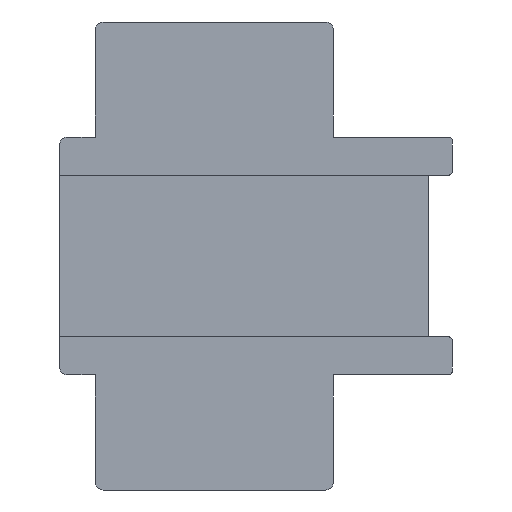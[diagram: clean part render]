
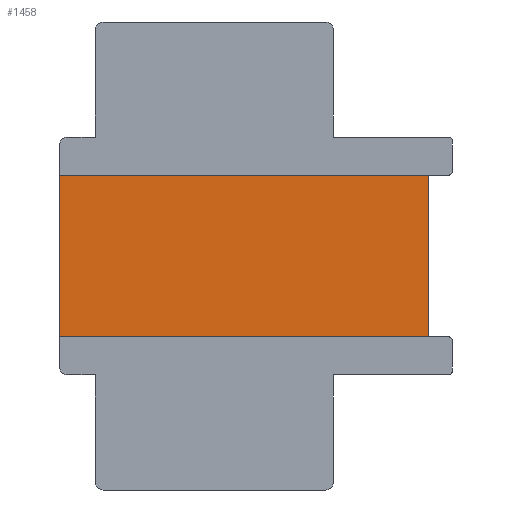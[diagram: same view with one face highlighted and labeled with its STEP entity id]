
A CAD part, left-side view. The second image highlights one B-rep face of the part: STEP entity #1458.
In plain terms, the highlighted planar face has unit normal (-1, 0, 0).
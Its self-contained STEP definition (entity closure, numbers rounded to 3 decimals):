
#150=LINE('',#2396,#276);
#186=LINE('',#2521,#312);
#187=LINE('',#2522,#313);
#188=LINE('',#2523,#314);
#276=VECTOR('',#1896,10.);
#312=VECTOR('',#2042,10.);
#313=VECTOR('',#2043,10.);
#314=VECTOR('',#2044,10.);
#350=PLANE('',#1624);
#430=FACE_OUTER_BOUND('',#514,.T.);
#514=EDGE_LOOP('',(#1327,#1328,#1329,#1330));
#709=VERTEX_POINT('',#2393);
#710=VERTEX_POINT('',#2395);
#737=VERTEX_POINT('',#2519);
#738=VERTEX_POINT('',#2520);
#888=EDGE_CURVE('',#709,#710,#150,.T.);
#946=EDGE_CURVE('',#737,#738,#186,.T.);
#947=EDGE_CURVE('',#710,#737,#187,.T.);
#948=EDGE_CURVE('',#709,#738,#188,.T.);
#1327=ORIENTED_EDGE('',*,*,#946,.F.);
#1328=ORIENTED_EDGE('',*,*,#947,.F.);
#1329=ORIENTED_EDGE('',*,*,#888,.F.);
#1330=ORIENTED_EDGE('',*,*,#948,.T.);
#1458=ADVANCED_FACE('',(#430),#350,.F.);
#1624=AXIS2_PLACEMENT_3D('',#2518,#2040,#2041);
#1896=DIRECTION('',(0.,0.,1.));
#2040=DIRECTION('center_axis',(1.,0.,0.));
#2041=DIRECTION('ref_axis',(0.,0.,1.));
#2042=DIRECTION('',(0.,0.,-1.));
#2043=DIRECTION('',(0.,-1.,0.));
#2044=DIRECTION('',(0.,-1.,0.));
#2393=CARTESIAN_POINT('',(-12.,19.5,-10.2));
#2395=CARTESIAN_POINT('',(-12.,19.5,10.2));
#2396=CARTESIAN_POINT('',(-12.,19.5,-5.1));
#2518=CARTESIAN_POINT('Origin',(-12.,19.5,-10.2));
#2519=CARTESIAN_POINT('',(-12.,-27.,10.2));
#2520=CARTESIAN_POINT('',(-12.,-27.,-10.2));
#2521=CARTESIAN_POINT('',(-12.,-27.,0.));
#2522=CARTESIAN_POINT('',(-12.,19.5,10.2));
#2523=CARTESIAN_POINT('',(-12.,19.5,-10.2));
